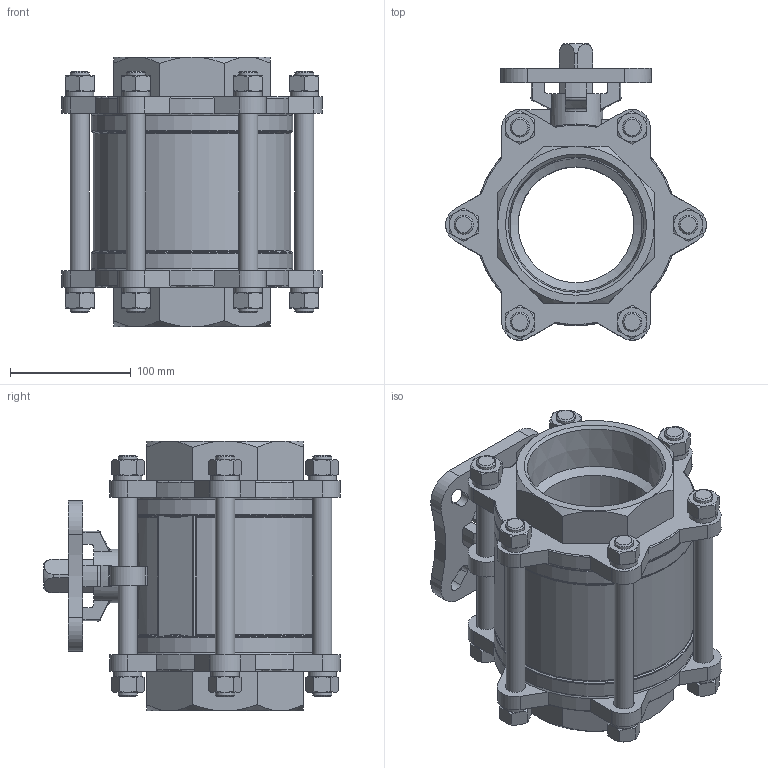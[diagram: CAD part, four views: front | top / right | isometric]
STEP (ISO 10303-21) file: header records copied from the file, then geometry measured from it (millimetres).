
FILE_DESCRIPTION(/* description */ ('STEP AP214'),/* implementation_level */ '2;1');
FILE_NAME(/* name */ '4809126_VZBE-4-T-63-T-2-F1012-V15V16',/* time_stamp */ '2024-09-18T02:25:05+02:00',/* author */ ('License CC BY-ND 4.0'),/* organization */ ('CADENAS'),/* preprocessor_version */ 'ST-DEVELOPER v19.3',/* originating_system */ 'PARTsolutions',/* authorisation */ ' ');
FILE_SCHEMA (('AUTOMOTIVE_DESIGN {1 0 10303 214 3 1 1}'));
Length unit declared in the file: millimetre
Products named in the file (1): 4809126 VZBE-4-T-63-T-2-F1012-V15V16
Bounding box: 216.4 x 246.21 x 224 mm (x, y, z)
Volume: 3075135.2 mm3; surface area: 350380.9 mm2
Topology: 1 solids, 1 shells, 594 faces, 1444 edges, 900 vertices
Faces by surface type: plane 242, cone 193, cylinder 124, torus 35
Full cylindrical faces by diameter (mm): 16 x19, 17 x12, 23.5 x12, 56 x1, 96 x1, 167.4 x2
Entity records: 17433 total; most frequent: CARTESIAN_POINT 4339, ORIENTED_EDGE 2708, DIRECTION 2584, EDGE_CURVE 1354, AXIS2_PLACEMENT_3D 1083, VERTEX_POINT 881, EDGE_LOOP 745, FACE_BOUND 745
